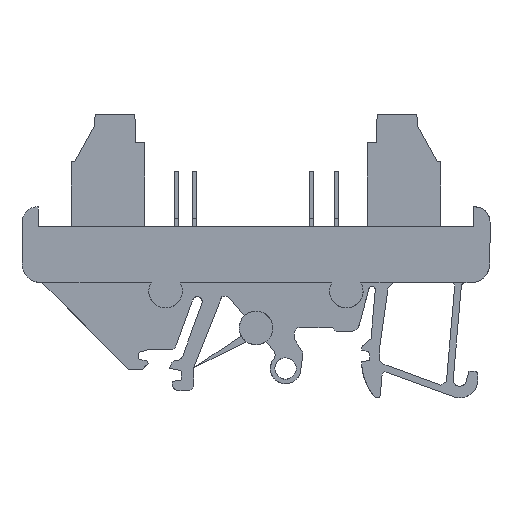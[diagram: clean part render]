
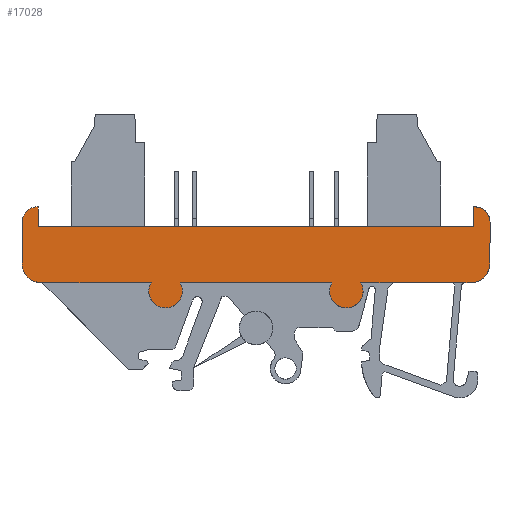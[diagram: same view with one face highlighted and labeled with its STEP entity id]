
A CAD part, left-side view. The second image highlights one B-rep face of the part: STEP entity #17028.
In plain terms, the highlighted planar face has unit normal (-1, 0, 0).
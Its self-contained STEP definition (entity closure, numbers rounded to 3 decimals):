
#1325=AXIS2_PLACEMENT_3D('Circle Axis2P3D',#1323,#1324,$) ;
#1410=AXIS2_PLACEMENT_3D('Circle Axis2P3D',#1408,#1409,$) ;
#1455=AXIS2_PLACEMENT_3D('Circle Axis2P3D',#1453,#1454,$) ;
#16851=AXIS2_PLACEMENT_3D('Circle Axis2P3D',#16849,#16850,$) ;
#16869=AXIS2_PLACEMENT_3D('Circle Axis2P3D',#16867,#16868,$) ;
#16929=AXIS2_PLACEMENT_3D('Circle Axis2P3D',#16927,#16928,$) ;
#16972=AXIS2_PLACEMENT_3D('Circle Axis2P3D',#16970,#16971,$) ;
#17004=AXIS2_PLACEMENT_3D('Plane Axis2P3D',#17001,#17002,#17003) ;
#1320=CARTESIAN_POINT('Vertex',(0.,51.025,15.955)) ;
#1323=CARTESIAN_POINT('Axis2P3D Location',(0.,48.525,15.955)) ;
#1327=CARTESIAN_POINT('Vertex',(0.,50.693,17.199)) ;
#1365=CARTESIAN_POINT('Vertex',(0.,46.025,15.955)) ;
#1369=CARTESIAN_POINT('Control Point',(0.,46.025,15.955)) ;
#1370=CARTESIAN_POINT('Control Point',(0.,46.025,15.17)) ;
#1371=CARTESIAN_POINT('Control Point',(0.,46.333,14.384)) ;
#1372=CARTESIAN_POINT('Control Point',(0.,46.954,13.764)) ;
#1373=CARTESIAN_POINT('Control Point',(0.,48.525,13.147)) ;
#1374=CARTESIAN_POINT('Control Point',(0.,50.096,13.764)) ;
#1375=CARTESIAN_POINT('Control Point',(0.,50.716,14.384)) ;
#1376=CARTESIAN_POINT('Control Point',(0.,51.025,15.17)) ;
#1377=CARTESIAN_POINT('Control Point',(0.,51.025,15.955)) ;
#1405=CARTESIAN_POINT('Vertex',(0.,23.982,15.949)) ;
#1408=CARTESIAN_POINT('Axis2P3D Location',(0.,21.482,15.949)) ;
#1412=CARTESIAN_POINT('Vertex',(0.,23.647,17.199)) ;
#1450=CARTESIAN_POINT('Vertex',(0.,18.982,15.949)) ;
#1453=CARTESIAN_POINT('Axis2P3D Location',(0.,21.482,15.949)) ;
#11230=CARTESIAN_POINT('Vertex',(0.,70.,20.159)) ;
#11233=CARTESIAN_POINT('Line Origine',(0.,70.,23.209)) ;
#11237=CARTESIAN_POINT('Vertex',(0.,70.,26.258)) ;
#11349=CARTESIAN_POINT('Vertex',(0.,67.6,28.544)) ;
#11352=CARTESIAN_POINT('Line Origine',(0.,67.6,27.065)) ;
#11356=CARTESIAN_POINT('Vertex',(0.,67.6,25.586)) ;
#11450=CARTESIAN_POINT('Vertex',(0.,2.4,25.586)) ;
#11453=CARTESIAN_POINT('Line Origine',(0.,2.4,27.065)) ;
#11457=CARTESIAN_POINT('Vertex',(0.,2.4,28.544)) ;
#11580=CARTESIAN_POINT('Vertex',(0.,0.,26.258)) ;
#11583=CARTESIAN_POINT('Line Origine',(0.,0.,23.209)) ;
#11587=CARTESIAN_POINT('Vertex',(0.,0.,20.159)) ;
#16674=CARTESIAN_POINT('Vertex',(0.,67.015,17.199)) ;
#16677=CARTESIAN_POINT('Line Origine',(0.,67.047,17.199)) ;
#16681=CARTESIAN_POINT('Vertex',(0.,67.08,17.199)) ;
#16737=CARTESIAN_POINT('Vertex',(0.,2.91,17.199)) ;
#16740=CARTESIAN_POINT('Line Origine',(0.,3.35,17.199)) ;
#16744=CARTESIAN_POINT('Vertex',(0.,3.79,17.199)) ;
#16776=CARTESIAN_POINT('Control Point',(0.,67.08,17.199)) ;
#16777=CARTESIAN_POINT('Control Point',(0.,68.002,17.212)) ;
#16778=CARTESIAN_POINT('Control Point',(0.,68.92,17.582)) ;
#16779=CARTESIAN_POINT('Control Point',(0.,69.642,18.314)) ;
#16780=CARTESIAN_POINT('Control Point',(0.,70.,19.237)) ;
#16781=CARTESIAN_POINT('Control Point',(0.,70.,20.159)) ;
#16808=CARTESIAN_POINT('Control Point',(0.,70.,26.258)) ;
#16809=CARTESIAN_POINT('Control Point',(0.,70.,26.999)) ;
#16810=CARTESIAN_POINT('Control Point',(0.,69.701,27.741)) ;
#16811=CARTESIAN_POINT('Control Point',(0.,69.096,28.317)) ;
#16812=CARTESIAN_POINT('Control Point',(0.,68.34,28.58)) ;
#16813=CARTESIAN_POINT('Control Point',(0.,67.6,28.544)) ;
#16831=CARTESIAN_POINT('Line Origine',(0.,35.,25.586)) ;
#16849=CARTESIAN_POINT('Axis2P3D Location',(0.,2.289,26.258)) ;
#16867=CARTESIAN_POINT('Axis2P3D Location',(0.,2.961,20.159)) ;
#16890=CARTESIAN_POINT('Line Origine',(0.,11.553,17.199)) ;
#16894=CARTESIAN_POINT('Vertex',(0.,19.317,17.199)) ;
#16927=CARTESIAN_POINT('Axis2P3D Location',(0.,21.482,15.949)) ;
#16949=CARTESIAN_POINT('Vertex',(0.,46.356,17.199)) ;
#16952=CARTESIAN_POINT('Line Origine',(0.,35.002,17.199)) ;
#16970=CARTESIAN_POINT('Axis2P3D Location',(0.,48.525,15.955)) ;
#16988=CARTESIAN_POINT('Line Origine',(0.,58.854,17.199)) ;
#17001=CARTESIAN_POINT('Axis2P3D Location',(0.,35.,17.199)) ;
#1324=DIRECTION('Axis2P3D Direction',(-1.,0.,0.)) ;
#1409=DIRECTION('Axis2P3D Direction',(-1.,0.,0.)) ;
#1454=DIRECTION('Axis2P3D Direction',(-1.,0.,0.)) ;
#11234=DIRECTION('Vector Direction',(0.,0.,1.)) ;
#11353=DIRECTION('Vector Direction',(0.,0.,-1.)) ;
#11454=DIRECTION('Vector Direction',(0.,0.,1.)) ;
#11584=DIRECTION('Vector Direction',(0.,0.,-1.)) ;
#16678=DIRECTION('Vector Direction',(0.,-1.,0.)) ;
#16741=DIRECTION('Vector Direction',(0.,1.,0.)) ;
#16832=DIRECTION('Vector Direction',(0.,-1.,0.)) ;
#16850=DIRECTION('Axis2P3D Direction',(1.,0.,0.)) ;
#16868=DIRECTION('Axis2P3D Direction',(1.,0.,0.)) ;
#16891=DIRECTION('Vector Direction',(0.,1.,0.)) ;
#16928=DIRECTION('Axis2P3D Direction',(-1.,0.,0.)) ;
#16953=DIRECTION('Vector Direction',(0.,1.,0.)) ;
#16971=DIRECTION('Axis2P3D Direction',(-1.,0.,0.)) ;
#16989=DIRECTION('Vector Direction',(0.,1.,0.)) ;
#17002=DIRECTION('Axis2P3D Direction',(1.,0.,0.)) ;
#17003=DIRECTION('Axis2P3D XDirection',(0.,1.,0.)) ;
#11235=VECTOR('Line Direction',#11234,1.) ;
#11354=VECTOR('Line Direction',#11353,1.) ;
#11455=VECTOR('Line Direction',#11454,1.) ;
#11585=VECTOR('Line Direction',#11584,1.) ;
#16679=VECTOR('Line Direction',#16678,1.) ;
#16742=VECTOR('Line Direction',#16741,1.) ;
#16833=VECTOR('Line Direction',#16832,1.) ;
#16892=VECTOR('Line Direction',#16891,1.) ;
#16954=VECTOR('Line Direction',#16953,1.) ;
#16990=VECTOR('Line Direction',#16989,1.) ;
#17007=ORIENTED_EDGE('',*,*,#16974,.F.) ;
#17008=ORIENTED_EDGE('',*,*,#16956,.F.) ;
#17009=ORIENTED_EDGE('',*,*,#1414,.F.) ;
#17010=ORIENTED_EDGE('',*,*,#1457,.F.) ;
#17011=ORIENTED_EDGE('',*,*,#16931,.F.) ;
#17012=ORIENTED_EDGE('',*,*,#16896,.F.) ;
#17013=ORIENTED_EDGE('',*,*,#16746,.F.) ;
#17014=ORIENTED_EDGE('',*,*,#16871,.F.) ;
#17015=ORIENTED_EDGE('',*,*,#11589,.F.) ;
#17016=ORIENTED_EDGE('',*,*,#16853,.F.) ;
#17017=ORIENTED_EDGE('',*,*,#11459,.F.) ;
#17018=ORIENTED_EDGE('',*,*,#16835,.F.) ;
#17019=ORIENTED_EDGE('',*,*,#11358,.F.) ;
#17020=ORIENTED_EDGE('',*,*,#16814,.F.) ;
#17021=ORIENTED_EDGE('',*,*,#11239,.F.) ;
#17022=ORIENTED_EDGE('',*,*,#16782,.F.) ;
#17023=ORIENTED_EDGE('',*,*,#16683,.T.) ;
#17024=ORIENTED_EDGE('',*,*,#16992,.F.) ;
#17025=ORIENTED_EDGE('',*,*,#1329,.F.) ;
#17026=ORIENTED_EDGE('',*,*,#1378,.F.) ;
#17028=ADVANCED_FACE('NONE',(#17027),#17005,.F.) ;
#1368=B_SPLINE_CURVE_WITH_KNOTS('',5,(#1369,#1370,#1371,#1372,#1373,#1374,#1375,#1376,#1377),.UNSPECIFIED.,.F.,.U.,(6,3,6),(-3.927,0.,3.927),.UNSPECIFIED.) ;
#16775=B_SPLINE_CURVE_WITH_KNOTS('',5,(#16776,#16777,#16778,#16779,#16780,#16781),.UNSPECIFIED.,.F.,.U.,(6,6),(0.,4.852),.UNSPECIFIED.) ;
#16807=B_SPLINE_CURVE_WITH_KNOTS('',5,(#16808,#16809,#16810,#16811,#16812,#16813),.UNSPECIFIED.,.F.,.U.,(6,6),(0.,3.918),.UNSPECIFIED.) ;
#1326=CIRCLE('generated circle',#1325,2.5) ;
#1411=CIRCLE('generated circle',#1410,2.5) ;
#1456=CIRCLE('generated circle',#1455,2.5) ;
#16852=CIRCLE('generated circle',#16851,2.289) ;
#16870=CIRCLE('generated circle',#16869,2.961) ;
#16930=CIRCLE('generated circle',#16929,2.5) ;
#16973=CIRCLE('generated circle',#16972,2.5) ;
#1329=EDGE_CURVE('',#1321,#1328,#1326,.F.) ;
#1378=EDGE_CURVE('',#1366,#1321,#1368,.T.) ;
#1414=EDGE_CURVE('',#1406,#1413,#1411,.F.) ;
#1457=EDGE_CURVE('',#1451,#1406,#1456,.F.) ;
#11239=EDGE_CURVE('',#11231,#11238,#11236,.T.) ;
#11358=EDGE_CURVE('',#11350,#11357,#11355,.T.) ;
#11459=EDGE_CURVE('',#11451,#11458,#11456,.T.) ;
#11589=EDGE_CURVE('',#11581,#11588,#11586,.T.) ;
#16683=EDGE_CURVE('',#16682,#16675,#16680,.T.) ;
#16746=EDGE_CURVE('',#16738,#16745,#16743,.T.) ;
#16782=EDGE_CURVE('',#16682,#11231,#16775,.T.) ;
#16814=EDGE_CURVE('',#11238,#11350,#16807,.T.) ;
#16835=EDGE_CURVE('',#11357,#11451,#16834,.T.) ;
#16853=EDGE_CURVE('',#11458,#11581,#16852,.T.) ;
#16871=EDGE_CURVE('',#11588,#16738,#16870,.T.) ;
#16896=EDGE_CURVE('',#16745,#16895,#16893,.T.) ;
#16931=EDGE_CURVE('',#16895,#1451,#16930,.F.) ;
#16956=EDGE_CURVE('',#1413,#16950,#16955,.T.) ;
#16974=EDGE_CURVE('',#16950,#1366,#16973,.F.) ;
#16992=EDGE_CURVE('',#1328,#16675,#16991,.T.) ;
#17006=EDGE_LOOP('',(#17007,#17008,#17009,#17010,#17011,#17012,#17013,#17014,#17015,#17016,#17017,#17018,#17019,#17020,#17021,#17022,#17023,#17024,#17025,#17026)) ;
#17027=FACE_OUTER_BOUND('',#17006,.T.) ;
#11236=LINE('Line',#11233,#11235) ;
#11355=LINE('Line',#11352,#11354) ;
#11456=LINE('Line',#11453,#11455) ;
#11586=LINE('Line',#11583,#11585) ;
#16680=LINE('Line',#16677,#16679) ;
#16743=LINE('Line',#16740,#16742) ;
#16834=LINE('Line',#16831,#16833) ;
#16893=LINE('Line',#16890,#16892) ;
#16955=LINE('Line',#16952,#16954) ;
#16991=LINE('Line',#16988,#16990) ;
#17005=PLANE('',#17004) ;
#1321=VERTEX_POINT('',#1320) ;
#1328=VERTEX_POINT('',#1327) ;
#1366=VERTEX_POINT('',#1365) ;
#1406=VERTEX_POINT('',#1405) ;
#1413=VERTEX_POINT('',#1412) ;
#1451=VERTEX_POINT('',#1450) ;
#11231=VERTEX_POINT('',#11230) ;
#11238=VERTEX_POINT('',#11237) ;
#11350=VERTEX_POINT('',#11349) ;
#11357=VERTEX_POINT('',#11356) ;
#11451=VERTEX_POINT('',#11450) ;
#11458=VERTEX_POINT('',#11457) ;
#11581=VERTEX_POINT('',#11580) ;
#11588=VERTEX_POINT('',#11587) ;
#16675=VERTEX_POINT('',#16674) ;
#16682=VERTEX_POINT('',#16681) ;
#16738=VERTEX_POINT('',#16737) ;
#16745=VERTEX_POINT('',#16744) ;
#16895=VERTEX_POINT('',#16894) ;
#16950=VERTEX_POINT('',#16949) ;
